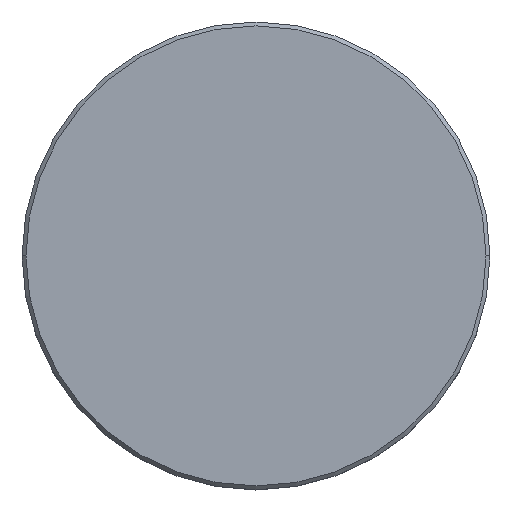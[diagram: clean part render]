
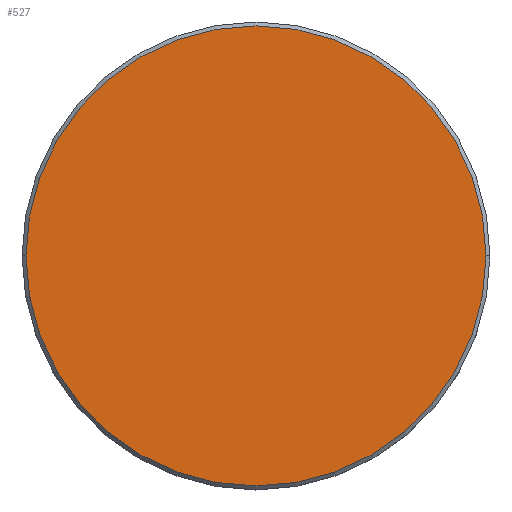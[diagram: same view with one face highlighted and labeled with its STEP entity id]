
A CAD part, top view. The second image highlights one B-rep face of the part: STEP entity #527.
In plain terms, the highlighted planar face has unit normal (0, 0, 1).
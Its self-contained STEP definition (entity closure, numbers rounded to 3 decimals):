
#58 = EDGE_CURVE ( 'NONE', #1120, #90, #932, .T. ) ;
#90 = VERTEX_POINT ( 'NONE', #1052 ) ;
#110 = AXIS2_PLACEMENT_3D ( 'NONE', #258, #252, #756 ) ;
#129 = AXIS2_PLACEMENT_3D ( 'NONE', #656, #1027, #329 ) ;
#145 = PLANE ( 'NONE',  #110 ) ;
#221 = EDGE_CURVE ( 'NONE', #90, #1120, #554, .T. ) ;
#252 = DIRECTION ( 'NONE',  ( 0., 0., 1. ) ) ;
#258 = CARTESIAN_POINT ( 'NONE',  ( 0., 0., 0. ) ) ;
#327 = ORIENTED_EDGE ( 'NONE', *, *, #221, .T. ) ;
#329 = DIRECTION ( 'NONE',  ( 1., 0., 0. ) ) ;
#413 = FACE_OUTER_BOUND ( 'NONE', #416, .T. ) ;
#416 = EDGE_LOOP ( 'NONE', ( #729, #327 ) ) ;
#467 = CARTESIAN_POINT ( 'NONE',  ( -29.5, 0., 0. ) ) ;
#527 = ADVANCED_FACE ( 'NONE', ( #413 ), #145, .T. ) ;
#541 = CARTESIAN_POINT ( 'NONE',  ( 0., 0., 0. ) ) ;
#554 = CIRCLE ( 'NONE', #129, 29.5 ) ;
#656 = CARTESIAN_POINT ( 'NONE',  ( 0., 0., 0. ) ) ;
#729 = ORIENTED_EDGE ( 'NONE', *, *, #58, .T. ) ;
#745 = DIRECTION ( 'NONE',  ( 1., 0., 0. ) ) ;
#756 = DIRECTION ( 'NONE',  ( 1., 0., 0. ) ) ;
#815 = DIRECTION ( 'NONE',  ( 0., 0., 1. ) ) ;
#932 = CIRCLE ( 'NONE', #1155, 29.5 ) ;
#1027 = DIRECTION ( 'NONE',  ( 0., 0., 1. ) ) ;
#1052 = CARTESIAN_POINT ( 'NONE',  ( 29.5, 0., 0. ) ) ;
#1120 = VERTEX_POINT ( 'NONE', #467 ) ;
#1155 = AXIS2_PLACEMENT_3D ( 'NONE', #541, #815, #745 ) ;
